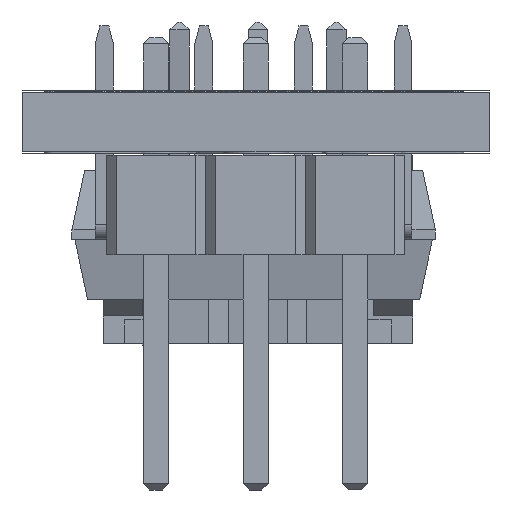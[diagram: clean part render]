
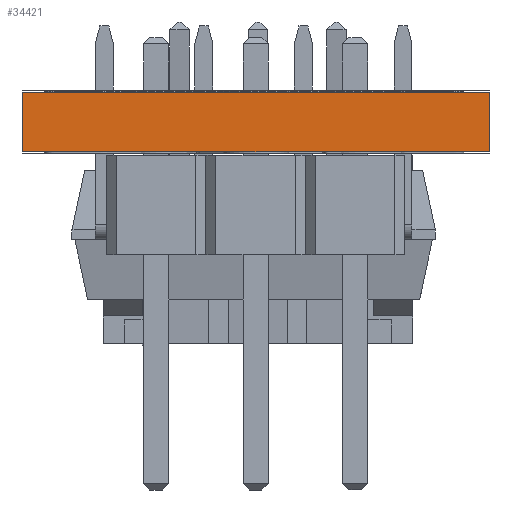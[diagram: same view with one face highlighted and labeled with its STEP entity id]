
A CAD part, front view. The second image highlights one B-rep face of the part: STEP entity #34421.
In plain terms, the highlighted planar face has unit normal (0, -1, 0).
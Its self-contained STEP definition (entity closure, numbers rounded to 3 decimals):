
#34421 = ADVANCED_FACE('',(#34422),#34456,.T.);
#34422 = FACE_BOUND('',#34423,.T.);
#34423 = EDGE_LOOP('',(#34424,#34434,#34442,#34450));
#34424 = ORIENTED_EDGE('',*,*,#34425,.T.);
#34425 = EDGE_CURVE('',#34426,#34428,#34430,.T.);
#34426 = VERTEX_POINT('',#34427);
#34427 = CARTESIAN_POINT('',(172.1,-133.3,0.));
#34428 = VERTEX_POINT('',#34429);
#34429 = CARTESIAN_POINT('',(172.1,-133.3,1.51));
#34430 = LINE('',#34431,#34432);
#34431 = CARTESIAN_POINT('',(172.1,-133.3,0.));
#34432 = VECTOR('',#34433,1.);
#34433 = DIRECTION('',(0.,0.,1.));
#34434 = ORIENTED_EDGE('',*,*,#34435,.T.);
#34435 = EDGE_CURVE('',#34428,#34436,#34438,.T.);
#34436 = VERTEX_POINT('',#34437);
#34437 = CARTESIAN_POINT('',(160.2,-133.3,1.51));
#34438 = LINE('',#34439,#34440);
#34439 = CARTESIAN_POINT('',(172.1,-133.3,1.51));
#34440 = VECTOR('',#34441,1.);
#34441 = DIRECTION('',(-1.,0.,0.));
#34442 = ORIENTED_EDGE('',*,*,#34443,.F.);
#34443 = EDGE_CURVE('',#34444,#34436,#34446,.T.);
#34444 = VERTEX_POINT('',#34445);
#34445 = CARTESIAN_POINT('',(160.2,-133.3,0.));
#34446 = LINE('',#34447,#34448);
#34447 = CARTESIAN_POINT('',(160.2,-133.3,0.));
#34448 = VECTOR('',#34449,1.);
#34449 = DIRECTION('',(0.,0.,1.));
#34450 = ORIENTED_EDGE('',*,*,#34451,.F.);
#34451 = EDGE_CURVE('',#34426,#34444,#34452,.T.);
#34452 = LINE('',#34453,#34454);
#34453 = CARTESIAN_POINT('',(172.1,-133.3,0.));
#34454 = VECTOR('',#34455,1.);
#34455 = DIRECTION('',(-1.,0.,0.));
#34456 = PLANE('',#34457);
#34457 = AXIS2_PLACEMENT_3D('',#34458,#34459,#34460);
#34458 = CARTESIAN_POINT('',(172.1,-133.3,0.));
#34459 = DIRECTION('',(0.,-1.,0.));
#34460 = DIRECTION('',(-1.,0.,0.));
